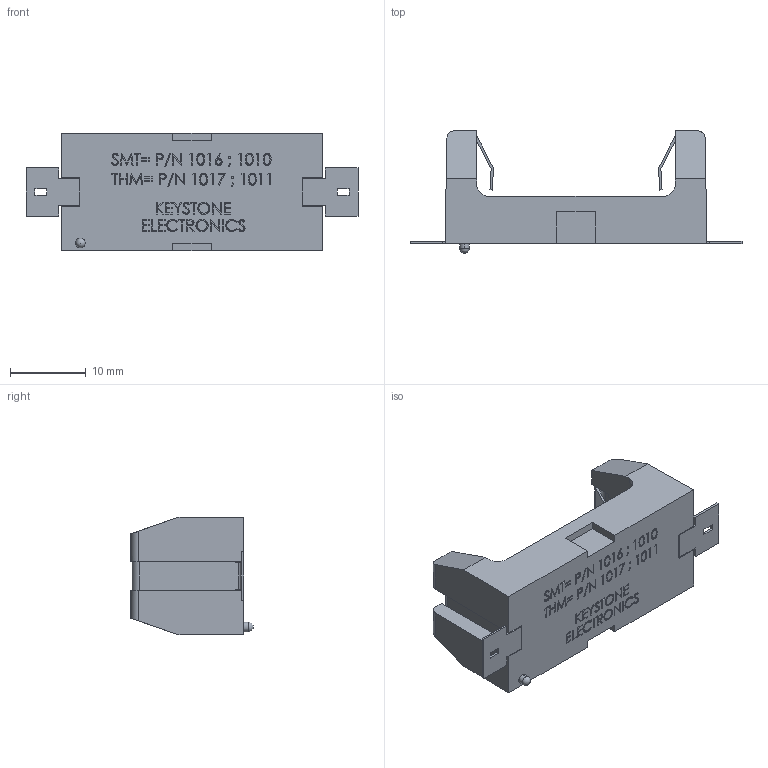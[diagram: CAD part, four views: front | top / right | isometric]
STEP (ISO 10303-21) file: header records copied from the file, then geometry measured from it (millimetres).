
FILE_DESCRIPTION (( 'STEP AP214' ), '1' );
FILE_NAME ('1016TR.STEP', '2013-06-14T19:55:49', ( 'Richard Maletta' ), ( '' ), 'SwSTEP 2.0', 'SolidWorks 2009', '' );
FILE_SCHEMA (( 'AUTOMOTIVE_DESIGN' ));
Length unit declared in the file: inch
Products named in the file (1): 1016TR
Bounding box: 43.78 x 16.13 x 15.54 mm (x, y, z)
Volume: 2293.2 mm3; surface area: 3370.2 mm2
Topology: 1 solids, 1 shells, 723 faces, 1950 edges, 1299 vertices
Faces by surface type: plane 540, bspline 158, cylinder 24, sphere 1
Entity records: 32849 total; most frequent: CARTESIAN_POINT 14792, ORIENTED_EDGE 3896, DIRECTION 2798, EDGE_CURVE 1948, VECTOR 1582, LINE 1582, VERTEX_POINT 1298, EDGE_LOOP 798
